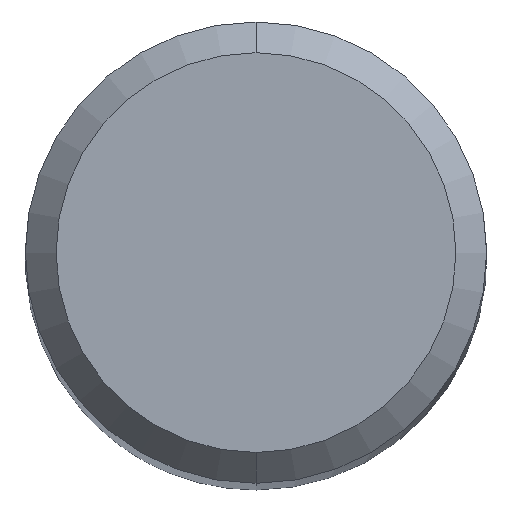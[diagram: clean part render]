
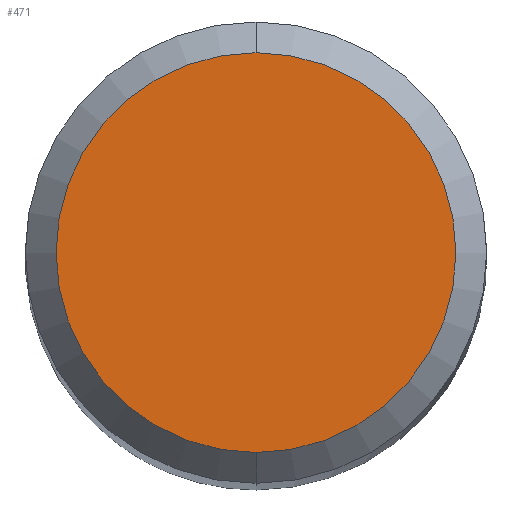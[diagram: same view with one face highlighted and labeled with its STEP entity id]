
A CAD part, top view. The second image highlights one B-rep face of the part: STEP entity #471.
In plain terms, the highlighted planar face has unit normal (0, 0, 1).
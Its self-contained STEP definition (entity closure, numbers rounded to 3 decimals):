
#449=VERTEX_POINT('',#1192);
#471=ADVANCED_FACE('',(#1216),#1217,.T.);
#623=EDGE_CURVE('',#651,#449,#1381,.T.);
#651=VERTEX_POINT('',#1413);
#1087=EDGE_CURVE('',#449,#651,#1882,.T.);
#1192=CARTESIAN_POINT('',(0.0,2.6,0.0));
#1216=FACE_OUTER_BOUND('',#4791,.T.);
#1217=PLANE('',#4792);
#1381=CIRCLE('',#10694,2.6);
#1413=CARTESIAN_POINT('',(0.,-2.6,0.0));
#1882=CIRCLE('',#19091,2.6);
#4791=EDGE_LOOP('',(#19303,#19304));
#4792=AXIS2_PLACEMENT_3D('',#19305,#19306,#19307);
#10694=AXIS2_PLACEMENT_3D('',#19447,#19448,#19449);
#19091=AXIS2_PLACEMENT_3D('',#19916,#19917,#19918);
#19303=ORIENTED_EDGE('',*,*,#1087,.F.);
#19304=ORIENTED_EDGE('',*,*,#623,.F.);
#19305=CARTESIAN_POINT('',(0.0,1.3,0.0));
#19306=DIRECTION('',(-0.0,0.0,1.0));
#19307=DIRECTION('',(0.0,-1.0,0.0));
#19447=CARTESIAN_POINT('',(0.0,0.0,0.0));
#19448=DIRECTION('',(0.0,0.0,-1.0));
#19449=DIRECTION('',(0.0,1.0,0.0));
#19916=CARTESIAN_POINT('',(0.0,0.0,0.0));
#19917=DIRECTION('',(0.0,0.0,-1.0));
#19918=DIRECTION('',(0.0,1.0,0.0));
